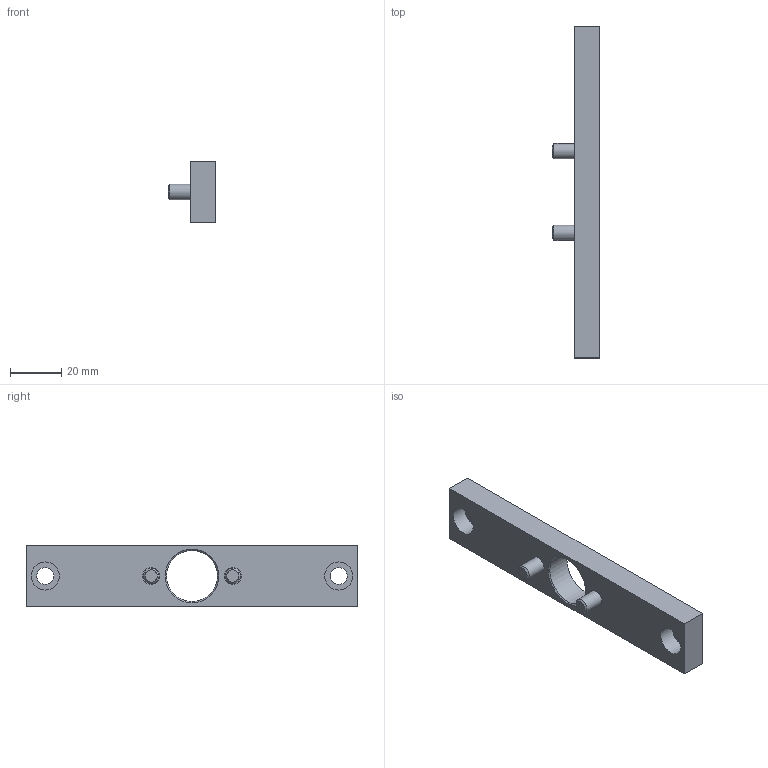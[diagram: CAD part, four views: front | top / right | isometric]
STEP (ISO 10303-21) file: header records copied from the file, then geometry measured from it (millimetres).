
FILE_DESCRIPTION(/* description */ ('STEP AP214'),/* implementation_level */ '2;1');
FILE_NAME(/* name */ '161814_FZF-32',/* time_stamp */ '2024-08-28T19:47:28+02:00',/* author */ ('License CC BY-ND 4.0'),/* organization */ ('CADENAS'),/* preprocessor_version */ 'ST-DEVELOPER v19.3',/* originating_system */ 'PARTsolutions',/* authorisation */ ' ');
FILE_SCHEMA (('AUTOMOTIVE_DESIGN {1 0 10303 214 3 1 1}'));
Length unit declared in the file: millimetre
Products named in the file (3): 161814 FZF-32; 161814 FZF-32---(p); DIN-912 - M6x12(F)
Assembly tree (3 placements, depth 2):
  161814 FZF-32
    161814 FZF-32---(p)
    DIN-912 - M6x12(F)  x2
Bounding box: 18.5 x 130 x 24 mm (x, y, z)
Volume: 26553.9 mm3; surface area: 11420.8 mm2
Topology: 3 solids, 3 shells, 76 faces, 153 edges, 89 vertices
Faces by surface type: plane 40, cone 23, cylinder 13
Full cylindrical faces by diameter (mm): 6 x2, 6.6 x4, 10 x2, 11 x4, 20 x1
Entity records: 1229 total; most frequent: DIRECTION 212, CARTESIAN_POINT 205, ORIENTED_EDGE 150, AXIS2_PLACEMENT_3D 91, FACE_BOUND 81, EDGE_LOOP 80, EDGE_CURVE 75, VERTEX_POINT 54
